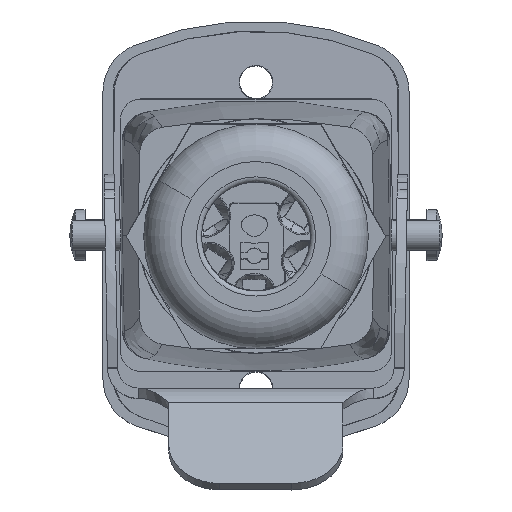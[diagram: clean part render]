
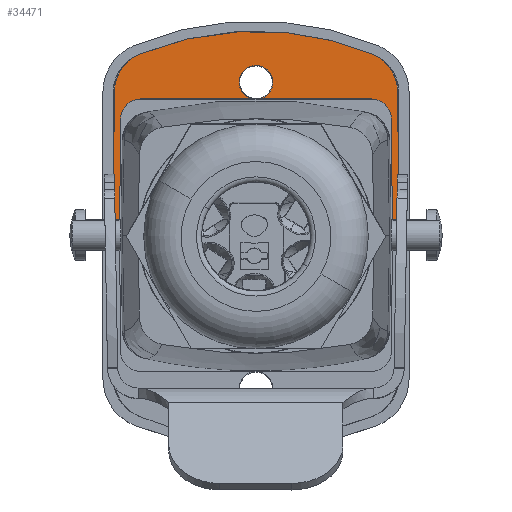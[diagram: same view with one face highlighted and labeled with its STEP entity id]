
A CAD part, top view. The second image highlights one B-rep face of the part: STEP entity #34471.
In plain terms, the highlighted planar face has unit normal (0, 0.018, 1).
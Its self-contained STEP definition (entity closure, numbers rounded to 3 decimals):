
#34441=AXIS2_PLACEMENT_3D('Plane Axis2P3D',#34438,#34439,#34440) ;
#33563=CARTESIAN_POINT('Line Origine',(5.25,25.024,8.6)) ;
#33567=CARTESIAN_POINT('Vertex',(6.25,25.024,8.6)) ;
#33569=CARTESIAN_POINT('Vertex',(4.25,25.024,8.6)) ;
#33628=CARTESIAN_POINT('Vertex',(32.25,25.024,8.6)) ;
#33631=CARTESIAN_POINT('Line Origine',(31.25,25.024,8.6)) ;
#33635=CARTESIAN_POINT('Vertex',(30.25,25.024,8.6)) ;
#33720=CARTESIAN_POINT('Vertex',(32.127,39.11,8.354)) ;
#33727=CARTESIAN_POINT('Vertex',(29.647,42.775,8.29)) ;
#33731=CARTESIAN_POINT('Control Point',(29.647,42.775,8.29)) ;
#33732=CARTESIAN_POINT('Control Point',(30.731,42.33,8.298)) ;
#33733=CARTESIAN_POINT('Control Point',(31.646,41.456,8.313)) ;
#33734=CARTESIAN_POINT('Control Point',(32.117,40.282,8.334)) ;
#33735=CARTESIAN_POINT('Control Point',(32.127,39.11,8.354)) ;
#33754=CARTESIAN_POINT('Vertex',(6.853,42.775,8.29)) ;
#33758=CARTESIAN_POINT('Control Point',(6.853,42.775,8.29)) ;
#33759=CARTESIAN_POINT('Control Point',(12.26,44.996,8.251)) ;
#33760=CARTESIAN_POINT('Control Point',(18.25,45.812,8.237)) ;
#33761=CARTESIAN_POINT('Control Point',(24.24,44.996,8.251)) ;
#33762=CARTESIAN_POINT('Control Point',(29.647,42.775,8.29)) ;
#33780=CARTESIAN_POINT('Vertex',(4.373,39.11,8.354)) ;
#33784=CARTESIAN_POINT('Control Point',(6.853,42.775,8.29)) ;
#33785=CARTESIAN_POINT('Control Point',(5.769,42.33,8.298)) ;
#33786=CARTESIAN_POINT('Control Point',(4.854,41.456,8.313)) ;
#33787=CARTESIAN_POINT('Control Point',(4.383,40.282,8.334)) ;
#33788=CARTESIAN_POINT('Control Point',(4.373,39.11,8.354)) ;
#34069=CARTESIAN_POINT('Vertex',(17.459,41.472,8.313)) ;
#34073=CARTESIAN_POINT('Control Point',(17.459,41.472,8.313)) ;
#34074=CARTESIAN_POINT('Control Point',(17.088,41.27,8.316)) ;
#34075=CARTESIAN_POINT('Control Point',(16.783,40.949,8.322)) ;
#34076=CARTESIAN_POINT('Control Point',(16.593,40.537,8.329)) ;
#34077=CARTESIAN_POINT('Control Point',(16.526,39.874,8.341)) ;
#34078=CARTESIAN_POINT('Control Point',(16.757,39.275,8.351)) ;
#34079=CARTESIAN_POINT('Control Point',(16.866,39.089,8.354)) ;
#34080=CARTESIAN_POINT('Control Point',(17.262,38.61,8.363)) ;
#34081=CARTESIAN_POINT('Control Point',(17.848,38.345,8.367)) ;
#34082=CARTESIAN_POINT('Control Point',(18.275,38.298,8.368)) ;
#34083=CARTESIAN_POINT('Control Point',(18.688,38.383,8.367)) ;
#34084=CARTESIAN_POINT('Control Point',(19.041,38.576,8.363)) ;
#34085=CARTESIAN_POINT('Vertex',(19.041,38.576,8.363)) ;
#34101=CARTESIAN_POINT('Control Point',(19.041,38.576,8.363)) ;
#34102=CARTESIAN_POINT('Control Point',(19.412,38.779,8.36)) ;
#34103=CARTESIAN_POINT('Control Point',(19.717,39.1,8.354)) ;
#34104=CARTESIAN_POINT('Control Point',(19.907,39.512,8.347)) ;
#34105=CARTESIAN_POINT('Control Point',(19.974,40.174,8.336)) ;
#34106=CARTESIAN_POINT('Control Point',(19.743,40.773,8.325)) ;
#34107=CARTESIAN_POINT('Control Point',(19.634,40.959,8.322)) ;
#34108=CARTESIAN_POINT('Control Point',(19.238,41.439,8.313)) ;
#34109=CARTESIAN_POINT('Control Point',(18.652,41.703,8.309)) ;
#34110=CARTESIAN_POINT('Control Point',(18.225,41.751,8.308)) ;
#34111=CARTESIAN_POINT('Control Point',(17.812,41.665,8.31)) ;
#34112=CARTESIAN_POINT('Control Point',(17.459,41.472,8.313)) ;
#34274=CARTESIAN_POINT('Line Origine',(30.173,29.452,8.523)) ;
#34278=CARTESIAN_POINT('Vertex',(30.095,33.88,8.445)) ;
#34307=CARTESIAN_POINT('Control Point',(26.896,37.024,8.391)) ;
#34308=CARTESIAN_POINT('Control Point',(27.89,37.024,8.391)) ;
#34309=CARTESIAN_POINT('Control Point',(28.885,36.639,8.397)) ;
#34310=CARTESIAN_POINT('Control Point',(29.676,35.863,8.411)) ;
#34311=CARTESIAN_POINT('Control Point',(30.078,34.874,8.428)) ;
#34312=CARTESIAN_POINT('Control Point',(30.095,33.88,8.445)) ;
#34313=CARTESIAN_POINT('Vertex',(26.896,37.024,8.391)) ;
#34335=CARTESIAN_POINT('Line Origine',(18.25,37.024,8.391)) ;
#34339=CARTESIAN_POINT('Vertex',(9.604,37.024,8.391)) ;
#34360=CARTESIAN_POINT('Control Point',(9.604,37.024,8.391)) ;
#34361=CARTESIAN_POINT('Control Point',(8.61,37.024,8.391)) ;
#34362=CARTESIAN_POINT('Control Point',(7.615,36.639,8.397)) ;
#34363=CARTESIAN_POINT('Control Point',(6.824,35.863,8.411)) ;
#34364=CARTESIAN_POINT('Control Point',(6.422,34.874,8.428)) ;
#34365=CARTESIAN_POINT('Control Point',(6.405,33.88,8.445)) ;
#34366=CARTESIAN_POINT('Vertex',(6.405,33.88,8.445)) ;
#34388=CARTESIAN_POINT('Line Origine',(6.327,29.452,8.523)) ;
#34438=CARTESIAN_POINT('Axis2P3D Location',(18.25,25.024,8.6)) ;
#34443=CARTESIAN_POINT('Line Origine',(32.189,32.067,8.477)) ;
#34448=CARTESIAN_POINT('Line Origine',(4.311,32.067,8.477)) ;
#33564=DIRECTION('Vector Direction',(-1.,0.,0.)) ;
#33632=DIRECTION('Vector Direction',(-1.,0.,0.)) ;
#34275=DIRECTION('Vector Direction',(-0.017,1.,-0.017)) ;
#34336=DIRECTION('Vector Direction',(1.,0.,0.)) ;
#34389=DIRECTION('Vector Direction',(0.017,1.,-0.017)) ;
#34439=DIRECTION('Axis2P3D Direction',(0.,0.017,1.)) ;
#34440=DIRECTION('Axis2P3D XDirection',(0.,1.,-0.017)) ;
#34444=DIRECTION('Vector Direction',(-0.009,1.,-0.017)) ;
#34449=DIRECTION('Vector Direction',(0.009,1.,-0.017)) ;
#33565=VECTOR('Line Direction',#33564,1.) ;
#33633=VECTOR('Line Direction',#33632,1.) ;
#34276=VECTOR('Line Direction',#34275,1.) ;
#34337=VECTOR('Line Direction',#34336,1.) ;
#34390=VECTOR('Line Direction',#34389,1.) ;
#34445=VECTOR('Line Direction',#34444,1.) ;
#34450=VECTOR('Line Direction',#34449,1.) ;
#34454=ORIENTED_EDGE('',*,*,#33637,.F.) ;
#34455=ORIENTED_EDGE('',*,*,#34447,.T.) ;
#34456=ORIENTED_EDGE('',*,*,#33736,.F.) ;
#34457=ORIENTED_EDGE('',*,*,#33763,.F.) ;
#34458=ORIENTED_EDGE('',*,*,#33789,.T.) ;
#34459=ORIENTED_EDGE('',*,*,#34452,.F.) ;
#34460=ORIENTED_EDGE('',*,*,#33571,.F.) ;
#34461=ORIENTED_EDGE('',*,*,#34392,.T.) ;
#34462=ORIENTED_EDGE('',*,*,#34368,.F.) ;
#34463=ORIENTED_EDGE('',*,*,#34341,.T.) ;
#34464=ORIENTED_EDGE('',*,*,#34315,.T.) ;
#34465=ORIENTED_EDGE('',*,*,#34280,.F.) ;
#34468=ORIENTED_EDGE('',*,*,#34113,.F.) ;
#34469=ORIENTED_EDGE('',*,*,#34087,.F.) ;
#34470=FACE_BOUND('',#34467,.T.) ;
#34471=ADVANCED_FACE('Hauptk\X2\00F6\X0\rper',(#34466,#34470),#34442,.T.) ;
#33730=B_SPLINE_CURVE_WITH_KNOTS('',4,(#33731,#33732,#33733,#33734,#33735),.UNSPECIFIED.,.F.,.U.,(5,5),(0.,6.633),.UNSPECIFIED.) ;
#33757=B_SPLINE_CURVE_WITH_KNOTS('',4,(#33758,#33759,#33760,#33761,#33762),.UNSPECIFIED.,.F.,.U.,(5,5),(0.,33.066),.UNSPECIFIED.) ;
#33783=B_SPLINE_CURVE_WITH_KNOTS('',4,(#33784,#33785,#33786,#33787,#33788),.UNSPECIFIED.,.F.,.U.,(5,5),(0.,6.633),.UNSPECIFIED.) ;
#34072=B_SPLINE_CURVE_WITH_KNOTS('',5,(#34073,#34074,#34075,#34076,#34077,#34078,#34079,#34080,#34081,#34082,#34083,#34084),.UNSPECIFIED.,.F.,.U.,(6,3,3,6),(0.,2.986,4.483,7.331),.UNSPECIFIED.) ;
#34100=B_SPLINE_CURVE_WITH_KNOTS('',5,(#34101,#34102,#34103,#34104,#34105,#34106,#34107,#34108,#34109,#34110,#34111,#34112),.UNSPECIFIED.,.F.,.U.,(6,3,3,6),(0.,2.986,4.483,7.331),.UNSPECIFIED.) ;
#34306=B_SPLINE_CURVE_WITH_KNOTS('',5,(#34307,#34308,#34309,#34310,#34311,#34312),.UNSPECIFIED.,.F.,.U.,(6,6),(0.,7.03),.UNSPECIFIED.) ;
#34359=B_SPLINE_CURVE_WITH_KNOTS('',5,(#34360,#34361,#34362,#34363,#34364,#34365),.UNSPECIFIED.,.F.,.U.,(6,6),(0.,7.03),.UNSPECIFIED.) ;
#33571=EDGE_CURVE('',#33568,#33570,#33566,.T.) ;
#33637=EDGE_CURVE('',#33629,#33636,#33634,.T.) ;
#33736=EDGE_CURVE('',#33728,#33721,#33730,.T.) ;
#33763=EDGE_CURVE('',#33755,#33728,#33757,.T.) ;
#33789=EDGE_CURVE('',#33755,#33781,#33783,.T.) ;
#34087=EDGE_CURVE('',#34070,#34086,#34072,.T.) ;
#34113=EDGE_CURVE('',#34086,#34070,#34100,.T.) ;
#34280=EDGE_CURVE('',#33636,#34279,#34277,.T.) ;
#34315=EDGE_CURVE('',#34314,#34279,#34306,.T.) ;
#34341=EDGE_CURVE('',#34340,#34314,#34338,.T.) ;
#34368=EDGE_CURVE('',#34340,#34367,#34359,.T.) ;
#34392=EDGE_CURVE('',#33568,#34367,#34391,.T.) ;
#34447=EDGE_CURVE('',#33629,#33721,#34446,.T.) ;
#34452=EDGE_CURVE('',#33570,#33781,#34451,.T.) ;
#34453=EDGE_LOOP('',(#34454,#34455,#34456,#34457,#34458,#34459,#34460,#34461,#34462,#34463,#34464,#34465)) ;
#34467=EDGE_LOOP('',(#34468,#34469)) ;
#34466=FACE_OUTER_BOUND('',#34453,.T.) ;
#33566=LINE('Line',#33563,#33565) ;
#33634=LINE('Line',#33631,#33633) ;
#34277=LINE('Line',#34274,#34276) ;
#34338=LINE('Line',#34335,#34337) ;
#34391=LINE('Line',#34388,#34390) ;
#34446=LINE('Line',#34443,#34445) ;
#34451=LINE('Line',#34448,#34450) ;
#34442=PLANE('',#34441) ;
#33568=VERTEX_POINT('',#33567) ;
#33570=VERTEX_POINT('',#33569) ;
#33629=VERTEX_POINT('',#33628) ;
#33636=VERTEX_POINT('',#33635) ;
#33721=VERTEX_POINT('',#33720) ;
#33728=VERTEX_POINT('',#33727) ;
#33755=VERTEX_POINT('',#33754) ;
#33781=VERTEX_POINT('',#33780) ;
#34070=VERTEX_POINT('',#34069) ;
#34086=VERTEX_POINT('',#34085) ;
#34279=VERTEX_POINT('',#34278) ;
#34314=VERTEX_POINT('',#34313) ;
#34340=VERTEX_POINT('',#34339) ;
#34367=VERTEX_POINT('',#34366) ;
